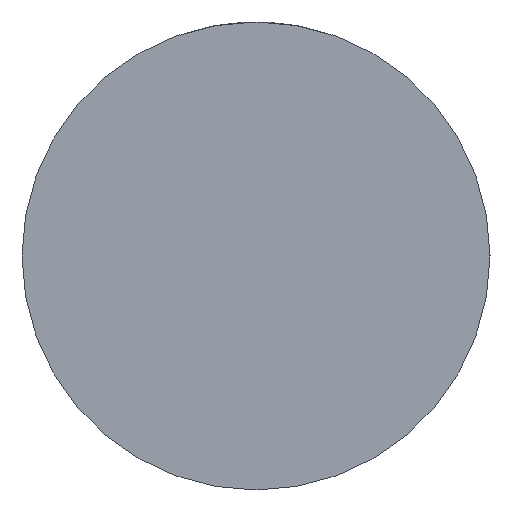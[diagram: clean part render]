
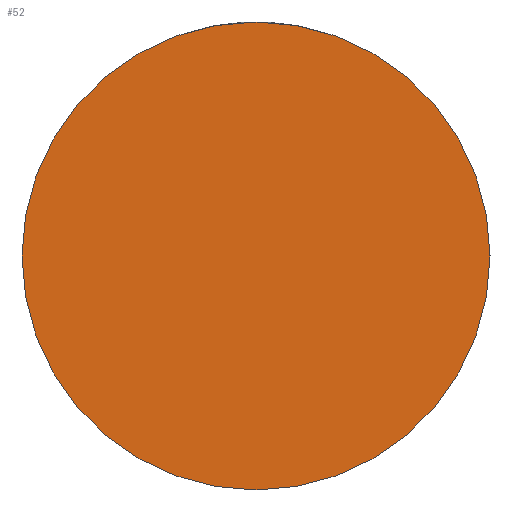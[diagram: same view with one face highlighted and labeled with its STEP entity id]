
A CAD part, left-side view. The second image highlights one B-rep face of the part: STEP entity #52.
In plain terms, the highlighted planar face has unit normal (-1, 0, 0).
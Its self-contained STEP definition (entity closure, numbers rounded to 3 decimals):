
#52 = ADVANCED_FACE( '', ( #120 ), #121, .F. );
#120 = FACE_OUTER_BOUND( '', #209, .T. );
#121 = PLANE( '', #210 );
#209 = EDGE_LOOP( '', ( #299 ) );
#210 = AXIS2_PLACEMENT_3D( '', #300, #301, #302 );
#299 = ORIENTED_EDGE( '', *, *, #479, .F. );
#300 = CARTESIAN_POINT( '', ( -300., 0., 0. ) );
#301 = DIRECTION( '', ( 1., 0., 0. ) );
#302 = DIRECTION( '', ( 0., 0., -1. ) );
#479 = EDGE_CURVE( '', #554, #554, #555, .T. );
#554 = VERTEX_POINT( '', #660 );
#555 = CIRCLE( '', #661, 15. );
#660 = CARTESIAN_POINT( '', ( -300., 0., -15. ) );
#661 = AXIS2_PLACEMENT_3D( '', #817, #818, #819 );
#817 = CARTESIAN_POINT( '', ( -300., 0., 0. ) );
#818 = DIRECTION( '', ( 1., 0., 0. ) );
#819 = DIRECTION( '', ( 0., 0., -1. ) );
